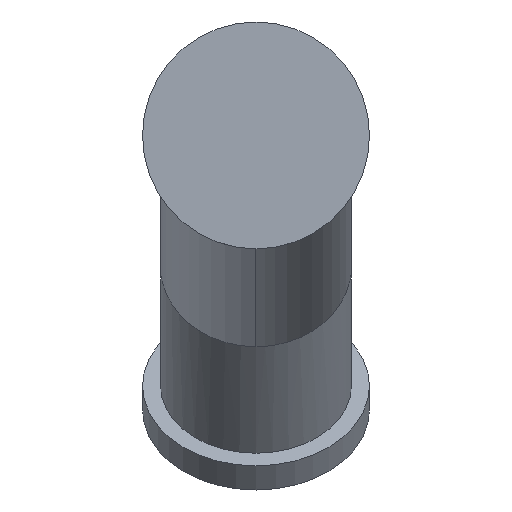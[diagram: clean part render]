
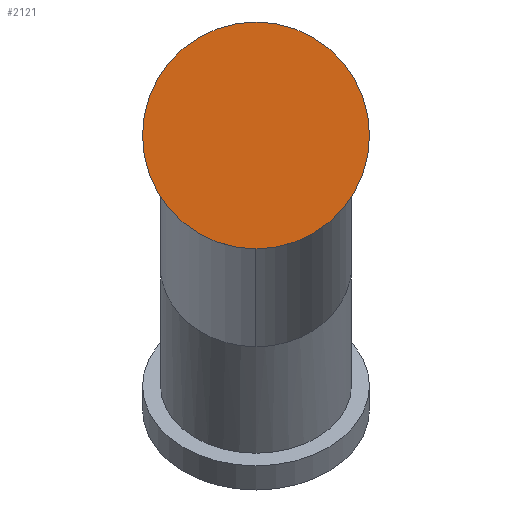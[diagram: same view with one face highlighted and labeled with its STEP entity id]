
A CAD part, top view. The second image highlights one B-rep face of the part: STEP entity #2121.
In plain terms, the highlighted planar face has unit normal (0, 0, 1).
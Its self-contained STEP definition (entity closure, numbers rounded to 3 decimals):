
#88 = EDGE_CURVE ( 'Defeatured_0_16+Defeatured_0_14+Defeatured_0_14+Defeatured_0_14', #1997, #779, #1933, .T. ) ;
#268 = DIRECTION ( 'NONE',  ( 1., 0., 0. ) ) ;
#740 = AXIS2_PLACEMENT_3D ( 'NONE', #1385, #1739, #2250 ) ;
#779 = VERTEX_POINT ( 'NONE', #1452 ) ;
#805 = DIRECTION ( 'NONE',  ( 0., 0., 1. ) ) ;
#811 = CARTESIAN_POINT ( 'NONE',  ( 0., 0., 0. ) ) ;
#941 = FACE_OUTER_BOUND ( 'NONE', #1716, .T. ) ;
#968 = CARTESIAN_POINT ( 'NONE',  ( 100., 0., 0. ) ) ;
#1009 = PLANE ( 'NONE',  #1155 ) ;
#1155 = AXIS2_PLACEMENT_3D ( 'NONE', #1717, #1733, #2199 ) ;
#1266 = ORIENTED_EDGE ( 'NONE', *, *, #1887, .T. ) ;
#1385 = CARTESIAN_POINT ( 'NONE',  ( 0., 0., 0. ) ) ;
#1452 = CARTESIAN_POINT ( 'NONE',  ( -100., 0., 0. ) ) ;
#1664 = ORIENTED_EDGE ( 'NONE', *, *, #88, .T. ) ;
#1716 = EDGE_LOOP ( 'NONE', ( #1664, #1266 ) ) ;
#1717 = CARTESIAN_POINT ( 'NONE',  ( 0., 0., 0. ) ) ;
#1733 = DIRECTION ( 'NONE',  ( 0., 0., 1. ) ) ;
#1739 = DIRECTION ( 'NONE',  ( 0., 0., 1. ) ) ;
#1887 = EDGE_CURVE ( 'Defeatured_0_16+Defeatured_0_14+Defeatured_0_14+Defeatured_0_14', #779, #1997, #1946, .T. ) ;
#1916 = AXIS2_PLACEMENT_3D ( 'NONE', #811, #805, #268 ) ;
#1933 = CIRCLE ( 'NONE', #1916, 100. ) ;
#1946 = CIRCLE ( 'NONE', #740, 100. ) ;
#1997 = VERTEX_POINT ( 'NONE', #968 ) ;
#2121 = ADVANCED_FACE ( 'Defeatured_0_16', ( #941 ), #1009, .T. ) ;
#2199 = DIRECTION ( 'NONE',  ( 1., 0., 0. ) ) ;
#2250 = DIRECTION ( 'NONE',  ( 1., 0., 0. ) ) ;
